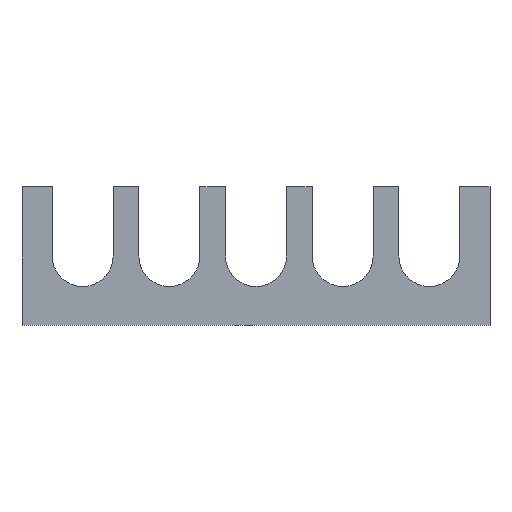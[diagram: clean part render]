
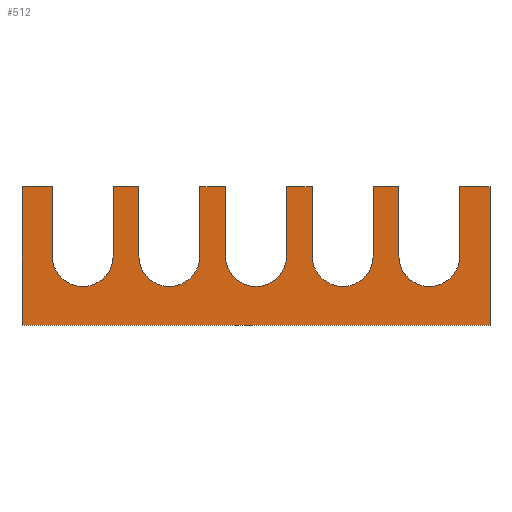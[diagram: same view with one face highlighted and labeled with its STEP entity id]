
A CAD part, top view. The second image highlights one B-rep face of the part: STEP entity #512.
In plain terms, the highlighted planar face has unit normal (0, 0, 1).
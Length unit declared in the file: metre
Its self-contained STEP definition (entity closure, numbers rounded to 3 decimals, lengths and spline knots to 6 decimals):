
#31=PLANE('',#561);
#37=LINE('',#714,#99);
#40=LINE('',#720,#102);
#43=LINE('',#726,#105);
#47=LINE('',#738,#109);
#50=LINE('',#744,#112);
#53=LINE('',#750,#115);
#56=LINE('',#756,#118);
#59=LINE('',#762,#121);
#62=LINE('',#768,#124);
#65=LINE('',#774,#127);
#69=LINE('',#786,#131);
#72=LINE('',#792,#134);
#75=LINE('',#798,#137);
#79=LINE('',#810,#141);
#82=LINE('',#816,#144);
#85=LINE('',#822,#147);
#89=LINE('',#834,#151);
#92=LINE('',#840,#154);
#94=LINE('',#843,#156);
#99=VECTOR('',#577,1.);
#102=VECTOR('',#582,1.);
#105=VECTOR('',#587,1.);
#109=VECTOR('',#599,1.);
#112=VECTOR('',#604,1.);
#115=VECTOR('',#609,1.);
#118=VECTOR('',#614,1.);
#121=VECTOR('',#619,1.);
#124=VECTOR('',#624,1.);
#127=VECTOR('',#629,1.);
#131=VECTOR('',#641,1.);
#134=VECTOR('',#646,1.);
#137=VECTOR('',#651,1.);
#141=VECTOR('',#663,1.);
#144=VECTOR('',#668,1.);
#147=VECTOR('',#673,1.);
#151=VECTOR('',#685,1.);
#154=VECTOR('',#690,1.);
#156=VECTOR('',#694,1.);
#253=ORIENTED_EDGE('',*,*,#303,.F.);
#254=ORIENTED_EDGE('',*,*,#307,.T.);
#255=ORIENTED_EDGE('',*,*,#310,.T.);
#256=ORIENTED_EDGE('',*,*,#313,.F.);
#257=ORIENTED_EDGE('',*,*,#316,.F.);
#258=ORIENTED_EDGE('',*,*,#319,.T.);
#259=ORIENTED_EDGE('',*,*,#322,.T.);
#260=ORIENTED_EDGE('',*,*,#325,.F.);
#261=ORIENTED_EDGE('',*,*,#328,.F.);
#262=ORIENTED_EDGE('',*,*,#331,.T.);
#263=ORIENTED_EDGE('',*,*,#334,.T.);
#264=ORIENTED_EDGE('',*,*,#337,.F.);
#265=ORIENTED_EDGE('',*,*,#340,.T.);
#266=ORIENTED_EDGE('',*,*,#343,.T.);
#267=ORIENTED_EDGE('',*,*,#346,.T.);
#268=ORIENTED_EDGE('',*,*,#349,.F.);
#269=ORIENTED_EDGE('',*,*,#352,.T.);
#270=ORIENTED_EDGE('',*,*,#355,.T.);
#271=ORIENTED_EDGE('',*,*,#358,.T.);
#272=ORIENTED_EDGE('',*,*,#361,.F.);
#273=ORIENTED_EDGE('',*,*,#364,.F.);
#274=ORIENTED_EDGE('',*,*,#367,.T.);
#275=ORIENTED_EDGE('',*,*,#370,.T.);
#276=ORIENTED_EDGE('',*,*,#372,.F.);
#303=EDGE_CURVE('',#375,#376,#422,.T.);
#307=EDGE_CURVE('',#375,#378,#37,.T.);
#310=EDGE_CURVE('',#378,#380,#40,.T.);
#313=EDGE_CURVE('',#382,#380,#43,.T.);
#316=EDGE_CURVE('',#384,#382,#424,.T.);
#319=EDGE_CURVE('',#384,#386,#47,.T.);
#322=EDGE_CURVE('',#386,#388,#50,.T.);
#325=EDGE_CURVE('',#390,#388,#53,.T.);
#328=EDGE_CURVE('',#392,#390,#56,.T.);
#331=EDGE_CURVE('',#392,#394,#59,.T.);
#334=EDGE_CURVE('',#394,#396,#62,.T.);
#337=EDGE_CURVE('',#398,#396,#65,.T.);
#340=EDGE_CURVE('',#398,#400,#426,.T.);
#343=EDGE_CURVE('',#400,#402,#69,.T.);
#346=EDGE_CURVE('',#402,#404,#72,.T.);
#349=EDGE_CURVE('',#406,#404,#75,.T.);
#352=EDGE_CURVE('',#406,#408,#428,.T.);
#355=EDGE_CURVE('',#408,#410,#79,.T.);
#358=EDGE_CURVE('',#410,#412,#82,.T.);
#361=EDGE_CURVE('',#414,#412,#85,.T.);
#364=EDGE_CURVE('',#416,#414,#430,.T.);
#367=EDGE_CURVE('',#416,#418,#89,.T.);
#370=EDGE_CURVE('',#418,#420,#92,.T.);
#372=EDGE_CURVE('',#376,#420,#94,.T.);
#375=VERTEX_POINT('',#705);
#376=VERTEX_POINT('',#707);
#378=VERTEX_POINT('',#713);
#380=VERTEX_POINT('',#719);
#382=VERTEX_POINT('',#725);
#384=VERTEX_POINT('',#731);
#386=VERTEX_POINT('',#737);
#388=VERTEX_POINT('',#743);
#390=VERTEX_POINT('',#749);
#392=VERTEX_POINT('',#755);
#394=VERTEX_POINT('',#761);
#396=VERTEX_POINT('',#767);
#398=VERTEX_POINT('',#773);
#400=VERTEX_POINT('',#779);
#402=VERTEX_POINT('',#785);
#404=VERTEX_POINT('',#791);
#406=VERTEX_POINT('',#797);
#408=VERTEX_POINT('',#803);
#410=VERTEX_POINT('',#809);
#412=VERTEX_POINT('',#815);
#414=VERTEX_POINT('',#821);
#416=VERTEX_POINT('',#827);
#418=VERTEX_POINT('',#833);
#420=VERTEX_POINT('',#839);
#422=CIRCLE('',#529,0.005588);
#424=CIRCLE('',#535,0.005588);
#426=CIRCLE('',#545,0.005588);
#428=CIRCLE('',#551,0.005588);
#430=CIRCLE('',#557,0.005588);
#455=EDGE_LOOP('',(#253,#254,#255,#256,#257,#258,#259,#260,#261,#262,#263,
#264,#265,#266,#267,#268,#269,#270,#271,#272,#273,#274,#275,#276));
#481=FACE_BOUND('',#455,.T.);
#512=ADVANCED_FACE('',(#481),#31,.T.);
#529=AXIS2_PLACEMENT_3D('',#706,#570,#571);
#535=AXIS2_PLACEMENT_3D('',#732,#593,#594);
#545=AXIS2_PLACEMENT_3D('',#780,#635,#636);
#551=AXIS2_PLACEMENT_3D('',#804,#657,#658);
#557=AXIS2_PLACEMENT_3D('',#828,#679,#680);
#561=AXIS2_PLACEMENT_3D('',#844,#695,#696);
#570=DIRECTION('',(0.,0.,1.));
#571=DIRECTION('',(1.,0.,0.));
#577=DIRECTION('',(0.,1.,0.));
#582=DIRECTION('',(-1.,0.,0.));
#587=DIRECTION('',(0.,1.,0.));
#593=DIRECTION('',(0.,0.,1.));
#594=DIRECTION('',(1.,0.,0.));
#599=DIRECTION('',(0.,1.,0.));
#604=DIRECTION('',(-1.,0.,0.));
#609=DIRECTION('',(0.,1.,0.));
#614=DIRECTION('',(-1.,0.,0.));
#619=DIRECTION('',(0.,1.,0.));
#624=DIRECTION('',(-1.,0.,0.));
#629=DIRECTION('',(0.,1.,0.));
#635=DIRECTION('',(0.,0.,-1.));
#636=DIRECTION('',(1.,0.,0.));
#641=DIRECTION('',(0.,1.,0.));
#646=DIRECTION('',(-1.,0.,0.));
#651=DIRECTION('',(0.,1.,0.));
#657=DIRECTION('',(0.,0.,-1.));
#658=DIRECTION('',(1.,0.,0.));
#663=DIRECTION('',(0.,1.,0.));
#668=DIRECTION('',(-1.,0.,0.));
#673=DIRECTION('',(0.,1.,0.));
#679=DIRECTION('',(0.,0.,1.));
#680=DIRECTION('',(1.,0.,0.));
#685=DIRECTION('',(0.,1.,0.));
#690=DIRECTION('',(-1.,0.,0.));
#694=DIRECTION('',(0.,1.,0.));
#695=DIRECTION('',(0.,0.,1.));
#696=DIRECTION('',(1.,0.,0.));
#705=CARTESIAN_POINT('',(-0.021463,0.,0.002));
#706=CARTESIAN_POINT('',(-0.015875,0.,0.002));
#707=CARTESIAN_POINT('',(-0.010287,0.,0.002));
#713=CARTESIAN_POINT('',(-0.021463,0.0127,0.002));
#714=CARTESIAN_POINT('',(-0.021463,0.00635,0.002));
#719=CARTESIAN_POINT('',(-0.026162,0.0127,0.002));
#720=CARTESIAN_POINT('',(-0.023813,0.0127,0.002));
#725=CARTESIAN_POINT('',(-0.026162,0.,0.002));
#726=CARTESIAN_POINT('',(-0.026162,0.00635,0.002));
#731=CARTESIAN_POINT('',(-0.037338,0.,0.002));
#732=CARTESIAN_POINT('',(-0.03175,0.,0.002));
#737=CARTESIAN_POINT('',(-0.037338,0.0127,0.002));
#738=CARTESIAN_POINT('',(-0.037338,0.00635,0.002));
#743=CARTESIAN_POINT('',(-0.042863,0.0127,0.002));
#744=CARTESIAN_POINT('',(-0.0401,0.0127,0.002));
#749=CARTESIAN_POINT('',(-0.042863,-0.0127,0.002));
#750=CARTESIAN_POINT('',(-0.042863,0.,0.002));
#755=CARTESIAN_POINT('',(0.042863,-0.0127,0.002));
#756=CARTESIAN_POINT('',(0.,-0.0127,0.002));
#761=CARTESIAN_POINT('',(0.042863,0.0127,0.002));
#762=CARTESIAN_POINT('',(0.042863,0.,0.002));
#767=CARTESIAN_POINT('',(0.037338,0.0127,0.002));
#768=CARTESIAN_POINT('',(0.0401,0.0127,0.002));
#773=CARTESIAN_POINT('',(0.037338,0.,0.002));
#774=CARTESIAN_POINT('',(0.037338,0.00635,0.002));
#779=CARTESIAN_POINT('',(0.026162,0.,0.002));
#780=CARTESIAN_POINT('',(0.03175,0.,0.002));
#785=CARTESIAN_POINT('',(0.026162,0.0127,0.002));
#786=CARTESIAN_POINT('',(0.026162,0.00635,0.002));
#791=CARTESIAN_POINT('',(0.021463,0.0127,0.002));
#792=CARTESIAN_POINT('',(0.023813,0.0127,0.002));
#797=CARTESIAN_POINT('',(0.021463,0.,0.002));
#798=CARTESIAN_POINT('',(0.021463,0.00635,0.002));
#803=CARTESIAN_POINT('',(0.010287,0.,0.002));
#804=CARTESIAN_POINT('',(0.015875,0.,0.002));
#809=CARTESIAN_POINT('',(0.010287,0.0127,0.002));
#810=CARTESIAN_POINT('',(0.010287,0.00635,0.002));
#815=CARTESIAN_POINT('',(0.005588,0.0127,0.002));
#816=CARTESIAN_POINT('',(0.007938,0.0127,0.002));
#821=CARTESIAN_POINT('',(0.005588,0.,0.002));
#822=CARTESIAN_POINT('',(0.005588,0.00635,0.002));
#827=CARTESIAN_POINT('',(-0.005588,0.,0.002));
#828=CARTESIAN_POINT('',(0.,0.,0.002));
#833=CARTESIAN_POINT('',(-0.005588,0.0127,0.002));
#834=CARTESIAN_POINT('',(-0.005588,0.00635,0.002));
#839=CARTESIAN_POINT('',(-0.010287,0.0127,0.002));
#840=CARTESIAN_POINT('',(-0.007938,0.0127,0.002));
#843=CARTESIAN_POINT('',(-0.010287,0.00635,0.002));
#844=CARTESIAN_POINT('',(0.,0.,0.002));
